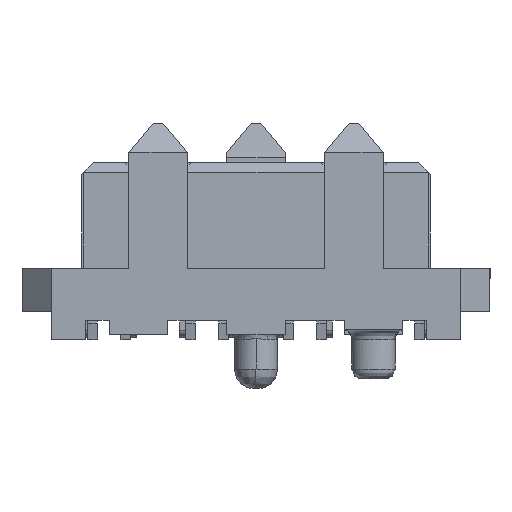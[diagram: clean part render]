
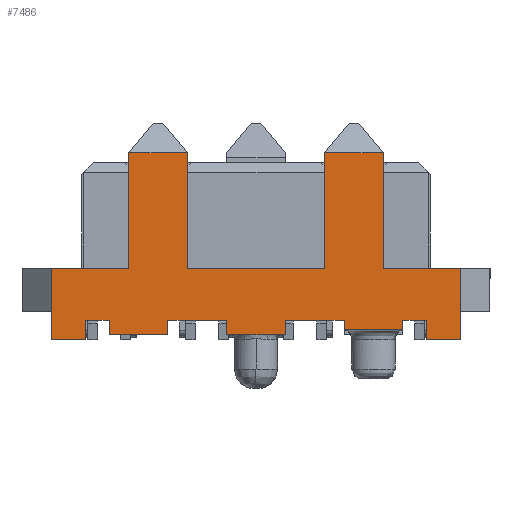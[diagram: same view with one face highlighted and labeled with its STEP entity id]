
A CAD part, left-side view. The second image highlights one B-rep face of the part: STEP entity #7486.
In plain terms, the highlighted planar face has unit normal (-1, 0, 0).
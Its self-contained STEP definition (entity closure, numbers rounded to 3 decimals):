
#6358=CARTESIAN_POINT('',(-34.239,-5.309,0.737));
#6359=VERTEX_POINT('',#6358);
#6414=CARTESIAN_POINT('',(-34.239,5.309,0.737));
#6415=VERTEX_POINT('',#6414);
#6469=CARTESIAN_POINT('',(-34.239,5.309,1.854));
#6470=VERTEX_POINT('',#6469);
#6477=CARTESIAN_POINT('',(-34.239,3.302,1.854));
#6478=VERTEX_POINT('',#6477);
#6479=CARTESIAN_POINT('',(-34.239,3.302,1.854));
#6480=DIRECTION('',(0.0,1.0,0.0));
#6481=VECTOR('',#6480,2.007);
#6482=LINE('',#6479,#6481);
#6483=EDGE_CURVE('',#6478,#6470,#6482,.T.);
#6492=CARTESIAN_POINT('',(-34.239,1.778,1.854));
#6493=VERTEX_POINT('',#6492);
#6500=CARTESIAN_POINT('',(-34.239,-1.778,1.854));
#6501=VERTEX_POINT('',#6500);
#6502=CARTESIAN_POINT('',(-34.239,-1.778,1.854));
#6503=DIRECTION('',(0.0,1.0,0.0));
#6504=VECTOR('',#6503,3.556);
#6505=LINE('',#6502,#6504);
#6506=EDGE_CURVE('',#6501,#6493,#6505,.T.);
#6515=CARTESIAN_POINT('',(-34.239,-3.302,1.854));
#6516=VERTEX_POINT('',#6515);
#6523=CARTESIAN_POINT('',(-34.239,-5.309,1.854));
#6524=VERTEX_POINT('',#6523);
#6525=CARTESIAN_POINT('',(-34.239,-5.309,1.854));
#6526=DIRECTION('',(0.0,1.0,0.0));
#6527=VECTOR('',#6526,2.007);
#6528=LINE('',#6525,#6527);
#6529=EDGE_CURVE('',#6524,#6516,#6528,.T.);
#7235=CARTESIAN_POINT('',(-34.239,-2.286,0.254));
#7236=VERTEX_POINT('',#7235);
#7262=CARTESIAN_POINT('',(-34.239,-3.81,0.254));
#7263=VERTEX_POINT('',#7262);
#7270=CARTESIAN_POINT('',(-34.239,-3.81,0.254));
#7271=DIRECTION('',(0.0,1.0,0.0));
#7272=VECTOR('',#7271,1.524);
#7273=LINE('',#7270,#7272);
#7274=EDGE_CURVE('',#7263,#7236,#7273,.T.);
#7279=CARTESIAN_POINT('',(-34.239,5.839,-0.243));
#7280=DIRECTION('',(-1.0,0.0,0.0));
#7281=DIRECTION('',(0.0,-1.0,0.0));
#7282=AXIS2_PLACEMENT_3D('',#7279,#7280,#7281);
#7283=PLANE('',#7282);
#7284=CARTESIAN_POINT('',(-34.239,-3.302,4.851));
#7285=VERTEX_POINT('',#7284);
#7286=CARTESIAN_POINT('',(-34.239,-3.302,4.851));
#7287=DIRECTION('',(0.0,0.0,-1.0));
#7288=VECTOR('',#7287,2.997);
#7289=LINE('',#7286,#7288);
#7290=EDGE_CURVE('',#7285,#6516,#7289,.T.);
#7291=ORIENTED_EDGE('',*,*,#7290,.F.);
#7292=CARTESIAN_POINT('',(-34.239,-1.778,4.851));
#7293=VERTEX_POINT('',#7292);
#7294=CARTESIAN_POINT('',(-34.239,-3.302,4.851));
#7295=DIRECTION('',(0.0,1.0,0.0));
#7296=VECTOR('',#7295,1.524);
#7297=LINE('',#7294,#7296);
#7298=EDGE_CURVE('',#7285,#7293,#7297,.T.);
#7299=ORIENTED_EDGE('',*,*,#7298,.T.);
#7300=CARTESIAN_POINT('',(-34.239,-1.778,4.851));
#7301=DIRECTION('',(0.0,0.0,-1.0));
#7302=VECTOR('',#7301,2.997);
#7303=LINE('',#7300,#7302);
#7304=EDGE_CURVE('',#7293,#6501,#7303,.T.);
#7305=ORIENTED_EDGE('',*,*,#7304,.T.);
#7306=ORIENTED_EDGE('',*,*,#6506,.T.);
#7307=CARTESIAN_POINT('',(-34.239,1.778,4.851));
#7308=VERTEX_POINT('',#7307);
#7309=CARTESIAN_POINT('',(-34.239,1.778,4.851));
#7310=DIRECTION('',(0.0,0.0,-1.0));
#7311=VECTOR('',#7310,2.997);
#7312=LINE('',#7309,#7311);
#7313=EDGE_CURVE('',#7308,#6493,#7312,.T.);
#7314=ORIENTED_EDGE('',*,*,#7313,.F.);
#7315=CARTESIAN_POINT('',(-34.239,3.302,4.851));
#7316=VERTEX_POINT('',#7315);
#7317=CARTESIAN_POINT('',(-34.239,1.778,4.851));
#7318=DIRECTION('',(0.0,1.0,0.0));
#7319=VECTOR('',#7318,1.524);
#7320=LINE('',#7317,#7319);
#7321=EDGE_CURVE('',#7308,#7316,#7320,.T.);
#7322=ORIENTED_EDGE('',*,*,#7321,.T.);
#7323=CARTESIAN_POINT('',(-34.239,3.302,4.851));
#7324=DIRECTION('',(0.0,0.0,-1.0));
#7325=VECTOR('',#7324,2.997);
#7326=LINE('',#7323,#7325);
#7327=EDGE_CURVE('',#7316,#6478,#7326,.T.);
#7328=ORIENTED_EDGE('',*,*,#7327,.T.);
#7329=ORIENTED_EDGE('',*,*,#6483,.T.);
#7330=CARTESIAN_POINT('',(-34.239,5.309,1.854));
#7331=DIRECTION('',(0.0,0.0,-1.0));
#7332=VECTOR('',#7331,1.118);
#7333=LINE('',#7330,#7332);
#7334=EDGE_CURVE('',#6470,#6415,#7333,.T.);
#7335=ORIENTED_EDGE('',*,*,#7334,.T.);
#7336=CARTESIAN_POINT('',(-34.239,5.309,0.));
#7337=VERTEX_POINT('',#7336);
#7338=CARTESIAN_POINT('',(-34.239,5.309,0.));
#7339=DIRECTION('',(0.0,0.0,1.0));
#7340=VECTOR('',#7339,0.737);
#7341=LINE('',#7338,#7340);
#7342=EDGE_CURVE('',#7337,#6415,#7341,.T.);
#7343=ORIENTED_EDGE('',*,*,#7342,.F.);
#7344=CARTESIAN_POINT('',(-34.239,4.42,0.));
#7345=VERTEX_POINT('',#7344);
#7346=CARTESIAN_POINT('',(-34.239,4.42,0.));
#7347=DIRECTION('',(0.0,1.0,0.0));
#7348=VECTOR('',#7347,0.889);
#7349=LINE('',#7346,#7348);
#7350=EDGE_CURVE('',#7345,#7337,#7349,.T.);
#7351=ORIENTED_EDGE('',*,*,#7350,.F.);
#7352=CARTESIAN_POINT('',(-34.239,4.42,0.508));
#7353=VERTEX_POINT('',#7352);
#7354=CARTESIAN_POINT('',(-34.239,4.42,0.508));
#7355=DIRECTION('',(0.0,0.0,-1.0));
#7356=VECTOR('',#7355,0.508);
#7357=LINE('',#7354,#7356);
#7358=EDGE_CURVE('',#7353,#7345,#7357,.T.);
#7359=ORIENTED_EDGE('',*,*,#7358,.F.);
#7360=CARTESIAN_POINT('',(-34.239,3.81,0.508));
#7361=VERTEX_POINT('',#7360);
#7362=CARTESIAN_POINT('',(-34.239,3.81,0.508));
#7363=DIRECTION('',(0.0,1.0,0.0));
#7364=VECTOR('',#7363,0.61);
#7365=LINE('',#7362,#7364);
#7366=EDGE_CURVE('',#7361,#7353,#7365,.T.);
#7367=ORIENTED_EDGE('',*,*,#7366,.F.);
#7368=CARTESIAN_POINT('',(-34.239,3.81,0.127));
#7369=VERTEX_POINT('',#7368);
#7370=CARTESIAN_POINT('',(-34.239,3.81,0.127));
#7371=DIRECTION('',(0.0,0.0,1.0));
#7372=VECTOR('',#7371,0.381);
#7373=LINE('',#7370,#7372);
#7374=EDGE_CURVE('',#7369,#7361,#7373,.T.);
#7375=ORIENTED_EDGE('',*,*,#7374,.F.);
#7376=CARTESIAN_POINT('',(-34.239,2.286,0.127));
#7377=VERTEX_POINT('',#7376);
#7378=CARTESIAN_POINT('',(-34.239,2.286,0.127));
#7379=DIRECTION('',(0.0,1.0,0.0));
#7380=VECTOR('',#7379,1.524);
#7381=LINE('',#7378,#7380);
#7382=EDGE_CURVE('',#7377,#7369,#7381,.T.);
#7383=ORIENTED_EDGE('',*,*,#7382,.F.);
#7384=CARTESIAN_POINT('',(-34.239,2.286,0.508));
#7385=VERTEX_POINT('',#7384);
#7386=CARTESIAN_POINT('',(-34.239,2.286,0.508));
#7387=DIRECTION('',(0.0,0.0,-1.0));
#7388=VECTOR('',#7387,0.381);
#7389=LINE('',#7386,#7388);
#7390=EDGE_CURVE('',#7385,#7377,#7389,.T.);
#7391=ORIENTED_EDGE('',*,*,#7390,.F.);
#7392=CARTESIAN_POINT('',(-34.239,0.762,0.508));
#7393=VERTEX_POINT('',#7392);
#7394=CARTESIAN_POINT('',(-34.239,0.762,0.508));
#7395=DIRECTION('',(0.0,1.0,0.0));
#7396=VECTOR('',#7395,1.524);
#7397=LINE('',#7394,#7396);
#7398=EDGE_CURVE('',#7393,#7385,#7397,.T.);
#7399=ORIENTED_EDGE('',*,*,#7398,.F.);
#7400=CARTESIAN_POINT('',(-34.239,0.762,0.127));
#7401=VERTEX_POINT('',#7400);
#7402=CARTESIAN_POINT('',(-34.239,0.762,0.127));
#7403=DIRECTION('',(0.0,0.0,1.0));
#7404=VECTOR('',#7403,0.381);
#7405=LINE('',#7402,#7404);
#7406=EDGE_CURVE('',#7401,#7393,#7405,.T.);
#7407=ORIENTED_EDGE('',*,*,#7406,.F.);
#7408=CARTESIAN_POINT('',(-34.239,-0.762,0.127));
#7409=VERTEX_POINT('',#7408);
#7410=CARTESIAN_POINT('',(-34.239,-0.762,0.127));
#7411=DIRECTION('',(0.0,1.0,0.0));
#7412=VECTOR('',#7411,1.524);
#7413=LINE('',#7410,#7412);
#7414=EDGE_CURVE('',#7409,#7401,#7413,.T.);
#7415=ORIENTED_EDGE('',*,*,#7414,.F.);
#7416=CARTESIAN_POINT('',(-34.239,-0.762,0.508));
#7417=VERTEX_POINT('',#7416);
#7418=CARTESIAN_POINT('',(-34.239,-0.762,0.508));
#7419=DIRECTION('',(0.0,0.0,-1.0));
#7420=VECTOR('',#7419,0.381);
#7421=LINE('',#7418,#7420);
#7422=EDGE_CURVE('',#7417,#7409,#7421,.T.);
#7423=ORIENTED_EDGE('',*,*,#7422,.F.);
#7424=CARTESIAN_POINT('',(-34.239,-2.286,0.508));
#7425=VERTEX_POINT('',#7424);
#7426=CARTESIAN_POINT('',(-34.239,-2.286,0.508));
#7427=DIRECTION('',(0.0,1.0,0.0));
#7428=VECTOR('',#7427,1.524);
#7429=LINE('',#7426,#7428);
#7430=EDGE_CURVE('',#7425,#7417,#7429,.T.);
#7431=ORIENTED_EDGE('',*,*,#7430,.F.);
#7432=CARTESIAN_POINT('',(-34.239,-2.286,0.254));
#7433=DIRECTION('',(0.0,0.0,1.0));
#7434=VECTOR('',#7433,0.254);
#7435=LINE('',#7432,#7434);
#7436=EDGE_CURVE('',#7236,#7425,#7435,.T.);
#7437=ORIENTED_EDGE('',*,*,#7436,.F.);
#7438=ORIENTED_EDGE('',*,*,#7274,.F.);
#7439=CARTESIAN_POINT('',(-34.239,-3.81,0.508));
#7440=VERTEX_POINT('',#7439);
#7441=CARTESIAN_POINT('',(-34.239,-3.81,0.508));
#7442=DIRECTION('',(0.0,0.0,-1.0));
#7443=VECTOR('',#7442,0.254);
#7444=LINE('',#7441,#7443);
#7445=EDGE_CURVE('',#7440,#7263,#7444,.T.);
#7446=ORIENTED_EDGE('',*,*,#7445,.F.);
#7447=CARTESIAN_POINT('',(-34.239,-4.42,0.508));
#7448=VERTEX_POINT('',#7447);
#7449=CARTESIAN_POINT('',(-34.239,-4.42,0.508));
#7450=DIRECTION('',(0.0,1.0,0.0));
#7451=VECTOR('',#7450,0.61);
#7452=LINE('',#7449,#7451);
#7453=EDGE_CURVE('',#7448,#7440,#7452,.T.);
#7454=ORIENTED_EDGE('',*,*,#7453,.F.);
#7455=CARTESIAN_POINT('',(-34.239,-4.42,0.));
#7456=VERTEX_POINT('',#7455);
#7457=CARTESIAN_POINT('',(-34.239,-4.42,0.));
#7458=DIRECTION('',(0.0,0.0,1.0));
#7459=VECTOR('',#7458,0.508);
#7460=LINE('',#7457,#7459);
#7461=EDGE_CURVE('',#7456,#7448,#7460,.T.);
#7462=ORIENTED_EDGE('',*,*,#7461,.F.);
#7463=CARTESIAN_POINT('',(-34.239,-5.309,0.));
#7464=VERTEX_POINT('',#7463);
#7465=CARTESIAN_POINT('',(-34.239,-5.309,0.));
#7466=DIRECTION('',(0.0,1.0,0.0));
#7467=VECTOR('',#7466,0.889);
#7468=LINE('',#7465,#7467);
#7469=EDGE_CURVE('',#7464,#7456,#7468,.T.);
#7470=ORIENTED_EDGE('',*,*,#7469,.F.);
#7471=CARTESIAN_POINT('',(-34.239,-5.309,0.));
#7472=DIRECTION('',(0.0,0.0,1.0));
#7473=VECTOR('',#7472,0.737);
#7474=LINE('',#7471,#7473);
#7475=EDGE_CURVE('',#7464,#6359,#7474,.T.);
#7476=ORIENTED_EDGE('',*,*,#7475,.T.);
#7477=CARTESIAN_POINT('',(-34.239,-5.309,0.737));
#7478=DIRECTION('',(0.0,0.0,1.0));
#7479=VECTOR('',#7478,1.118);
#7480=LINE('',#7477,#7479);
#7481=EDGE_CURVE('',#6359,#6524,#7480,.T.);
#7482=ORIENTED_EDGE('',*,*,#7481,.T.);
#7483=ORIENTED_EDGE('',*,*,#6529,.T.);
#7484=EDGE_LOOP('',(#7291,#7299,#7305,#7306,#7314,#7322,#7328,#7329,#7335,#7343,#7351,#7359,#7367,#7375,#7383,#7391,#7399,#7407,#7415,#7423,#7431,#7437,#7438,#7446,#7454,#7462,#7470,#7476,#7482,#7483));
#7485=FACE_OUTER_BOUND('',#7484,.T.);
#7486=ADVANCED_FACE('',(#7485),#7283,.T.);
